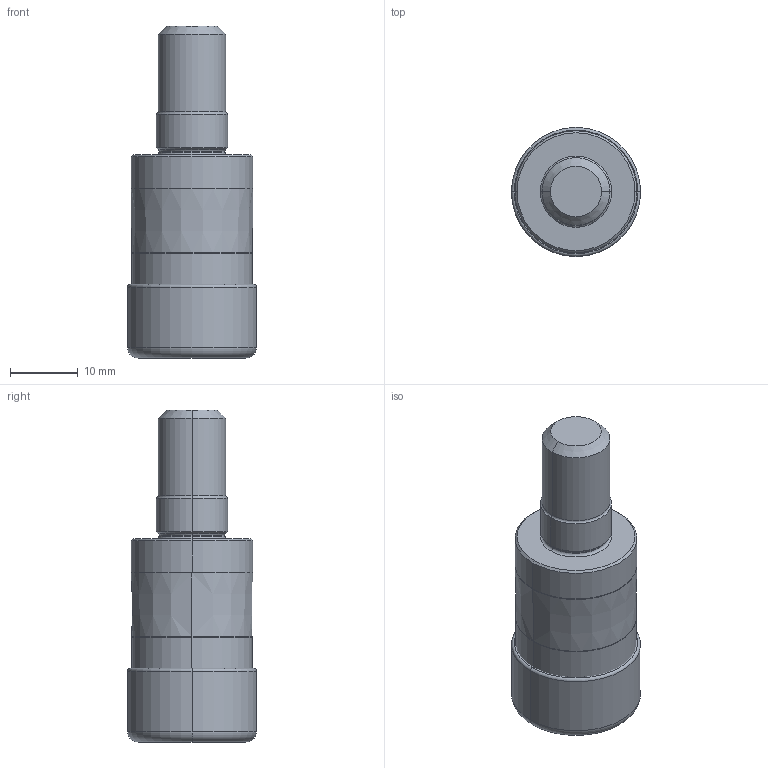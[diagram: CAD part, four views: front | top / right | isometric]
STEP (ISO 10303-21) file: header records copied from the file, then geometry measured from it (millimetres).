
FILE_DESCRIPTION(/* description */ (''),/* implementation_level */ '2;1');
FILE_NAME(/* name */ 'APX3000UR123AM10A30_IR0_063.stp',/* time_stamp */ '2021-09-08T11:46:17+09:00',/* author */ (''),/* organization */ (''),/* preprocessor_version */ 'ST-DEVELOPER v16',/* originating_system */ 'SIEMENS PLM Software NX 10.0',/* authorisation */ '');
FILE_SCHEMA (('AUTOMOTIVE_DESIGN { 1 0 10303 214 3 1 1 1 }'));
Length unit declared in the file: millimetre
Products named in the file (1): APX3000UR123AM10A30_IR0_063_ASM
Bounding box: 19.05 x 19.05 x 49 mm (x, y, z)
Volume: 11541.1 mm3; surface area: 4028.6 mm2
Topology: 2 solids, 2 shells, 120 faces, 298 edges, 225 vertices
Faces by surface type: revolution 52, torus 24, cone 20, cylinder 14, plane 8, bspline 2
Entity records: 4567 total; most frequent: CARTESIAN_POINT 1596, DIRECTION 599, ORIENTED_EDGE 520, EDGE_CURVE 260, AXIS2_PLACEMENT_3D 251, CIRCLE 174, VERTEX_POINT 146, B_SPLINE_CURVE_WITH_KNOTS 131
